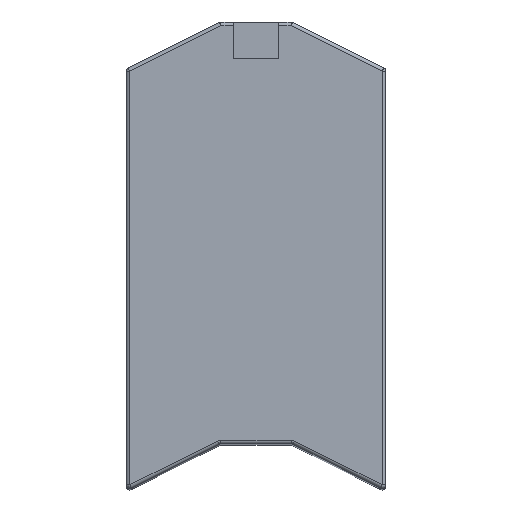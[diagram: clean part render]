
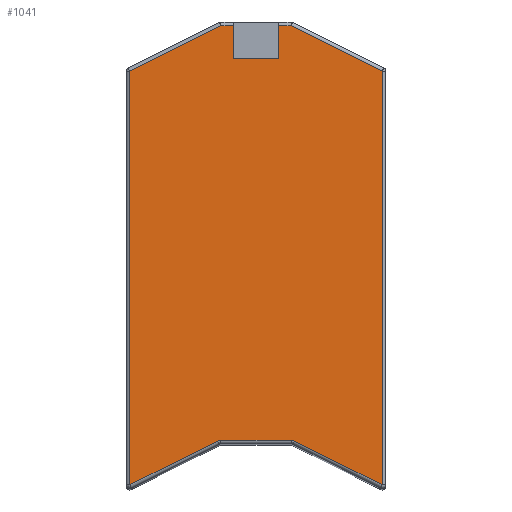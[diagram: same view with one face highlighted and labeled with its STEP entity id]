
A CAD part, top view. The second image highlights one B-rep face of the part: STEP entity #1041.
In plain terms, the highlighted free-form (B-spline) face has degree [1, 1] with [2, 2] control points.
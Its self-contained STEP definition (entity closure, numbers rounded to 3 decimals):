
#1014 = VERTEX_POINT('',#1015);
#1015 = CARTESIAN_POINT('',(61.789,-9.886,
    1146.806));
#1021 = EDGE_CURVE('',#1022,#1014,#1024,.T.);
#1022 = VERTEX_POINT('',#1023);
#1023 = CARTESIAN_POINT('',(96.529,-9.886,
    1146.806));
#1024 = B_SPLINE_CURVE_WITH_KNOTS('',1,(#1025,#1026),.UNSPECIFIED.,.F.,
  .F.,(2,2),(-97.639,-62.5),.PIECEWISE_BEZIER_KNOTS.);
#1025 = CARTESIAN_POINT('',(96.529,-9.886,
    1146.806));
#1026 = CARTESIAN_POINT('',(61.789,-9.886,
    1146.806));
#1041 = ADVANCED_FACE('',(#1042),#1136,.F.);
#1042 = FACE_BOUND('',#1043,.T.);
#1043 = EDGE_LOOP('',(#1044,#1045,#1052,#1059,#1066,#1073,#1080,#1087,
    #1094,#1102,#1109,#1117,#1124,#1131));
#1044 = ORIENTED_EDGE('',*,*,#1021,.T.);
#1045 = ORIENTED_EDGE('',*,*,#1046,.F.);
#1046 = EDGE_CURVE('',#1047,#1014,#1049,.T.);
#1047 = VERTEX_POINT('',#1048);
#1048 = CARTESIAN_POINT('',(61.789,-98.863,
    1146.806));
#1049 = B_SPLINE_CURVE_WITH_KNOTS('',1,(#1050,#1051),.UNSPECIFIED.,.F.,
  .F.,(2,2),(-100.,-10.),.PIECEWISE_BEZIER_KNOTS.);
#1050 = CARTESIAN_POINT('',(61.789,-98.863,
    1146.806));
#1051 = CARTESIAN_POINT('',(61.789,-9.886,
    1146.806));
#1052 = ORIENTED_EDGE('',*,*,#1053,.F.);
#1053 = EDGE_CURVE('',#1054,#1047,#1056,.T.);
#1054 = VERTEX_POINT('',#1055);
#1055 = CARTESIAN_POINT('',(-61.789,-98.863,
    1146.806));
#1056 = B_SPLINE_CURVE_WITH_KNOTS('',1,(#1057,#1058),.UNSPECIFIED.,.F.,
  .F.,(2,2),(-125.,0.),.PIECEWISE_BEZIER_KNOTS.);
#1057 = CARTESIAN_POINT('',(-61.789,-98.863,
    1146.806));
#1058 = CARTESIAN_POINT('',(61.789,-98.863,
    1146.806));
#1059 = ORIENTED_EDGE('',*,*,#1060,.F.);
#1060 = EDGE_CURVE('',#1061,#1054,#1063,.T.);
#1061 = VERTEX_POINT('',#1062);
#1062 = CARTESIAN_POINT('',(-61.789,-9.886,
    1146.806));
#1063 = B_SPLINE_CURVE_WITH_KNOTS('',1,(#1064,#1065),.UNSPECIFIED.,.F.,
  .F.,(2,2),(-90.,-0.),.PIECEWISE_BEZIER_KNOTS.);
#1064 = CARTESIAN_POINT('',(-61.789,-9.886,
    1146.806));
#1065 = CARTESIAN_POINT('',(-61.789,-98.863,
    1146.806));
#1066 = ORIENTED_EDGE('',*,*,#1067,.T.);
#1067 = EDGE_CURVE('',#1061,#1068,#1070,.T.);
#1068 = VERTEX_POINT('',#1069);
#1069 = CARTESIAN_POINT('',(-96.529,-9.886,
    1146.806));
#1070 = B_SPLINE_CURVE_WITH_KNOTS('',1,(#1071,#1072),.UNSPECIFIED.,.F.,
  .F.,(2,2),(62.5,97.639),.PIECEWISE_BEZIER_KNOTS.);
#1071 = CARTESIAN_POINT('',(-61.789,-9.886,
    1146.806));
#1072 = CARTESIAN_POINT('',(-96.529,-9.886,
    1146.806));
#1073 = ORIENTED_EDGE('',*,*,#1074,.T.);
#1074 = EDGE_CURVE('',#1068,#1075,#1077,.T.);
#1075 = VERTEX_POINT('',#1076);
#1076 = CARTESIAN_POINT('',(-346.019,-134.631,
    1146.806));
#1077 = B_SPLINE_CURVE_WITH_KNOTS('',1,(#1078,#1079),.UNSPECIFIED.,.F.,
  .F.,(2,2),(91.803,373.951),.PIECEWISE_BEZIER_KNOTS.);
#1078 = CARTESIAN_POINT('',(-96.529,-9.886,
    1146.806));
#1079 = CARTESIAN_POINT('',(-346.019,-134.631,
    1146.806));
#1080 = ORIENTED_EDGE('',*,*,#1081,.T.);
#1081 = EDGE_CURVE('',#1075,#1082,#1084,.T.);
#1082 = VERTEX_POINT('',#1083);
#1083 = CARTESIAN_POINT('',(-346.019,-1269.217,
    1146.806));
#1084 = B_SPLINE_CURVE_WITH_KNOTS('',1,(#1085,#1086),.UNSPECIFIED.,.F.,
  .F.,(2,2),(136.18,1283.82),
  .PIECEWISE_BEZIER_KNOTS.);
#1085 = CARTESIAN_POINT('',(-346.019,-134.631,
    1146.806));
#1086 = CARTESIAN_POINT('',(-346.019,-1269.217,
    1146.806));
#1087 = ORIENTED_EDGE('',*,*,#1088,.T.);
#1088 = EDGE_CURVE('',#1082,#1089,#1091,.T.);
#1089 = VERTEX_POINT('',#1090);
#1090 = CARTESIAN_POINT('',(-105.371,-1148.893,
    1146.806));
#1091 = B_SPLINE_CURVE_WITH_KNOTS('',1,(#1092,#1093),.UNSPECIFIED.,.F.,
  .F.,(2,2),(-887.191,-615.043),.PIECEWISE_BEZIER_KNOTS.);
#1092 = CARTESIAN_POINT('',(-346.019,-1269.217,
    1146.806));
#1093 = CARTESIAN_POINT('',(-105.371,-1148.893,
    1146.806));
#1094 = ORIENTED_EDGE('',*,*,#1095,.F.);
#1095 = EDGE_CURVE('',#1096,#1089,#1098,.T.);
#1096 = VERTEX_POINT('',#1097);
#1097 = CARTESIAN_POINT('',(-96.529,-1146.806,
    1146.806));
#1098 = ( BOUNDED_CURVE() B_SPLINE_CURVE(2,(#1099,#1100,#1101),
.UNSPECIFIED.,.F.,.F.) B_SPLINE_CURVE_WITH_KNOTS((3,3),(4.712,
5.176),.PIECEWISE_BEZIER_KNOTS.) CURVE() 
GEOMETRIC_REPRESENTATION_ITEM() RATIONAL_B_SPLINE_CURVE((1.,
0.973,1.)) REPRESENTATION_ITEM('') );
#1099 = CARTESIAN_POINT('',(-96.529,-1146.806,
    1146.806));
#1100 = CARTESIAN_POINT('',(-101.196,-1146.806,
    1146.806));
#1101 = CARTESIAN_POINT('',(-105.371,-1148.893,
    1146.806));
#1102 = ORIENTED_EDGE('',*,*,#1103,.T.);
#1103 = EDGE_CURVE('',#1096,#1104,#1106,.T.);
#1104 = VERTEX_POINT('',#1105);
#1105 = CARTESIAN_POINT('',(96.529,-1146.806,
    1146.806));
#1106 = B_SPLINE_CURVE_WITH_KNOTS('',1,(#1107,#1108),.UNSPECIFIED.,.F.,
  .F.,(2,2),(-97.639,97.639),.PIECEWISE_BEZIER_KNOTS.);
#1107 = CARTESIAN_POINT('',(-96.529,-1146.806,
    1146.806));
#1108 = CARTESIAN_POINT('',(96.529,-1146.806,
    1146.806));
#1109 = ORIENTED_EDGE('',*,*,#1110,.F.);
#1110 = EDGE_CURVE('',#1111,#1104,#1113,.T.);
#1111 = VERTEX_POINT('',#1112);
#1112 = CARTESIAN_POINT('',(105.371,-1148.893,
    1146.806));
#1113 = ( BOUNDED_CURVE() B_SPLINE_CURVE(2,(#1114,#1115,#1116),
.UNSPECIFIED.,.F.,.F.) B_SPLINE_CURVE_WITH_KNOTS((3,3),(4.249,
4.712),.PIECEWISE_BEZIER_KNOTS.) CURVE() 
GEOMETRIC_REPRESENTATION_ITEM() RATIONAL_B_SPLINE_CURVE((1.,
0.973,1.)) REPRESENTATION_ITEM('') );
#1114 = CARTESIAN_POINT('',(105.371,-1148.893,
    1146.806));
#1115 = CARTESIAN_POINT('',(101.196,-1146.806,
    1146.806));
#1116 = CARTESIAN_POINT('',(96.529,-1146.806,
    1146.806));
#1117 = ORIENTED_EDGE('',*,*,#1118,.T.);
#1118 = EDGE_CURVE('',#1111,#1119,#1121,.T.);
#1119 = VERTEX_POINT('',#1120);
#1120 = CARTESIAN_POINT('',(346.019,-1269.217,
    1146.806));
#1121 = B_SPLINE_CURVE_WITH_KNOTS('',1,(#1122,#1123),.UNSPECIFIED.,.F.,
  .F.,(2,2),(615.043,887.191),.PIECEWISE_BEZIER_KNOTS.);
#1122 = CARTESIAN_POINT('',(105.371,-1148.893,
    1146.806));
#1123 = CARTESIAN_POINT('',(346.019,-1269.217,
    1146.806));
#1124 = ORIENTED_EDGE('',*,*,#1125,.T.);
#1125 = EDGE_CURVE('',#1119,#1126,#1128,.T.);
#1126 = VERTEX_POINT('',#1127);
#1127 = CARTESIAN_POINT('',(346.019,-134.631,
    1146.806));
#1128 = B_SPLINE_CURVE_WITH_KNOTS('',1,(#1129,#1130),.UNSPECIFIED.,.F.,
  .F.,(2,2),(-1283.82,-136.18),
  .PIECEWISE_BEZIER_KNOTS.);
#1129 = CARTESIAN_POINT('',(346.019,-1269.217,
    1146.806));
#1130 = CARTESIAN_POINT('',(346.019,-134.631,
    1146.806));
#1131 = ORIENTED_EDGE('',*,*,#1132,.T.);
#1132 = EDGE_CURVE('',#1126,#1022,#1133,.T.);
#1133 = B_SPLINE_CURVE_WITH_KNOTS('',1,(#1134,#1135),.UNSPECIFIED.,.F.,
  .F.,(2,2),(-373.951,-91.803),.PIECEWISE_BEZIER_KNOTS.);
#1134 = CARTESIAN_POINT('',(346.019,-134.631,
    1146.806));
#1135 = CARTESIAN_POINT('',(96.529,-9.886,
    1146.806));
#1136 = B_SPLINE_SURFACE_WITH_KNOTS('',1,1,(
    (#1137,#1138)
    ,(#1139,#1140)),.UNSPECIFIED.,.F.,.F.,.F.,(2,2),(2,2),(-350.,350.),(
    -1283.82,-10.),.PIECEWISE_BEZIER_KNOTS.);
#1137 = CARTESIAN_POINT('',(346.019,-1269.217,
    1146.806));
#1138 = CARTESIAN_POINT('',(346.019,-9.886,
    1146.806));
#1139 = CARTESIAN_POINT('',(-346.019,-1269.217,
    1146.806));
#1140 = CARTESIAN_POINT('',(-346.019,-9.886,
    1146.806));
